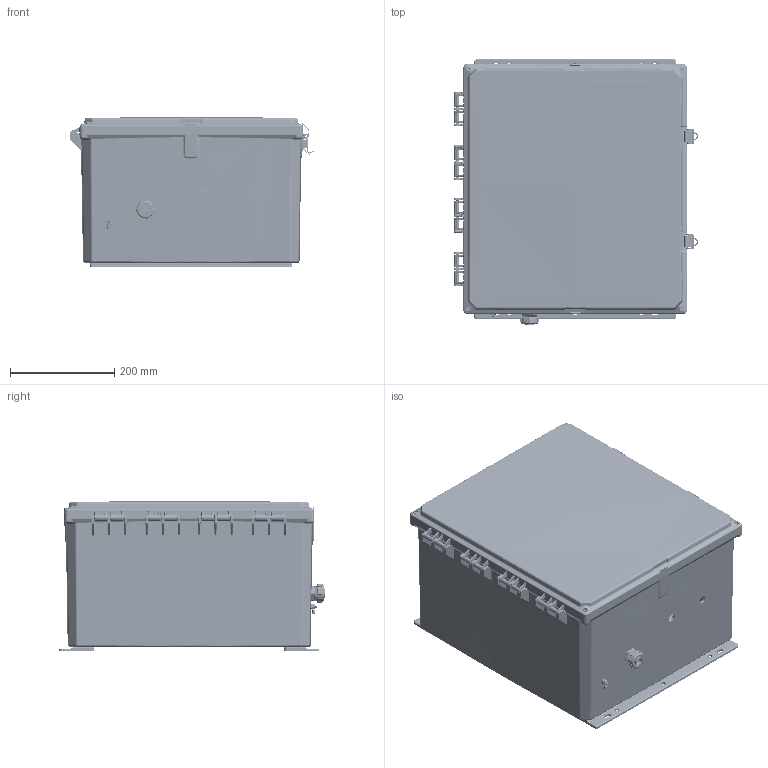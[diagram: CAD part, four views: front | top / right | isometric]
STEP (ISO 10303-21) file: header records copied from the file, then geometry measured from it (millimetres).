
FILE_DESCRIPTION (( 'STEP AP214' ), '1' );
FILE_NAME ('TEBWPC181610-01.step', '2020-06-17T13:34:52', ( '' ), ( '' ), 'SwSTEP 2.0', 'SolidWorks 2018', '' );
FILE_SCHEMA (( 'AUTOMOTIVE_DESIGN' ));
Length unit declared in the file: inch
Products named in the file (20): NBBWPC181610; XFS-0020_91735A827; NBBPC181610_box assy; Integra-Upper Insert; Integra-Bottom Insert; XCT-0010; NBBPC181610_Latch; TEBWPC181610-01; XF685-01; XFN-0003; NBBPC181610_16IN-MNT-FLANGE; NBBPC181610_Box; XFS-0017; XFS-0026; XC-0003; XCT-0005; NBPC18-W-LID; XFW-0002; XCT-0011; XNBBWPC181610-01
Assembly tree (35 placements, depth 5):
  TEBWPC181610-01
    XNBBWPC181610-01
      NBBWPC181610
        NBBPC181610_box assy
          NBBPC181610_Box
          Integra-Bottom Insert  x4
          Integra-Upper Insert  x4
        NBPC18-W-LID
        NBBPC181610_Latch  x2
        NBBPC181610_16IN-MNT-FLANGE  x2
    XFW-0002  x5
    XCT-0005
    XFN-0003  x2
    XFS-0026
    XCT-0010
    XC-0003
    XF685-01
    XFS-0017
    XCT-0011
    XFS-0020_91735A827  x4
Bounding box: 469.2 x 510.58 x 290.07 mm (x, y, z)
Volume: 5730720.5 mm3; surface area: 2372031.1 mm2
Topology: 36 solids, 37 shells, 7578 faces, 18674 edges, 10750 vertices
Faces by surface type: cylinder 2796, bspline 2026, plane 1725, cone 863, torus 160, sphere 8
Entity records: 245295 total; most frequent: CARTESIAN_POINT 129095, ORIENTED_EDGE 25870, DIRECTION 18632, EDGE_CURVE 12935, VERTEX_POINT 7631, AXIS2_PLACEMENT_3D 6940, EDGE_LOOP 5750, ADVANCED_FACE 5423
